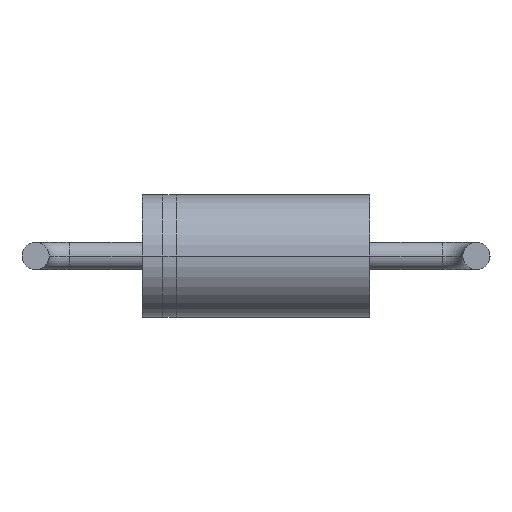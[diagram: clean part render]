
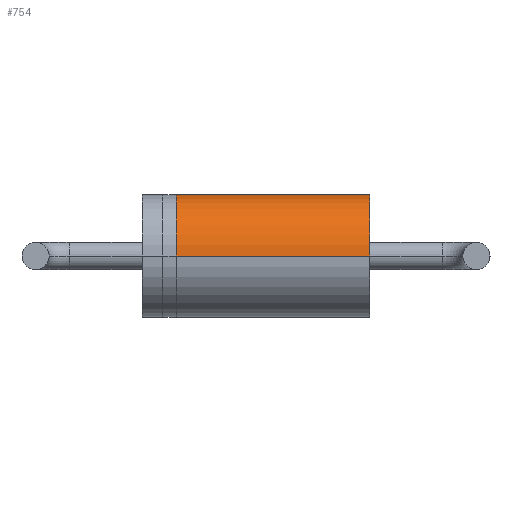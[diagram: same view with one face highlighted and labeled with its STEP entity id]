
A CAD part, front view. The second image highlights one B-rep face of the part: STEP entity #754.
In plain terms, the highlighted cylindrical face has radius 1.8 mm (diameter 3.6 mm), a partial arc.
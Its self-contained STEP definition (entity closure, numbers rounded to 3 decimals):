
#19 = CIRCLE ( 'NONE', #350, 1.8 ) ;
#30 = EDGE_CURVE ( 'NONE', #653, #517, #155, .T. ) ;
#33 = EDGE_CURVE ( 'NONE', #331, #517, #19, .T. ) ;
#43 = CARTESIAN_POINT ( 'NONE',  ( -2.35, 3.6, 0. ) ) ;
#44 = VERTEX_POINT ( 'NONE', #493 ) ;
#45 = ORIENTED_EDGE ( 'NONE', *, *, #33, .F. ) ;
#109 = EDGE_CURVE ( 'NONE', #44, #331, #616, .T. ) ;
#120 = EDGE_CURVE ( 'NONE', #44, #653, #486, .T. ) ;
#153 = DIRECTION ( 'NONE',  ( -1., 0., 0. ) ) ;
#155 = LINE ( 'NONE', #428, #157 ) ;
#157 = VECTOR ( 'NONE', #710, 1000. ) ;
#185 = ORIENTED_EDGE ( 'NONE', *, *, #109, .F. ) ;
#186 = DIRECTION ( 'NONE',  ( 0., -1., 0. ) ) ;
#197 = DIRECTION ( 'NONE',  ( 0., -1., 0. ) ) ;
#214 = CARTESIAN_POINT ( 'NONE',  ( -2.35, 0., 0. ) ) ;
#217 = CARTESIAN_POINT ( 'NONE',  ( -28.75, 0., 0. ) ) ;
#232 = CARTESIAN_POINT ( 'NONE',  ( -2.35, 1.8, 0. ) ) ;
#328 = FACE_OUTER_BOUND ( 'NONE', #604, .T. ) ;
#331 = VERTEX_POINT ( 'NONE', #214 ) ;
#334 = DIRECTION ( 'NONE',  ( -1., 0., 0. ) ) ;
#335 = AXIS2_PLACEMENT_3D ( 'NONE', #461, #409, #186 ) ;
#338 = VECTOR ( 'NONE', #153, 1000. ) ;
#340 = CYLINDRICAL_SURFACE ( 'NONE', #335, 1.8 ) ;
#350 = AXIS2_PLACEMENT_3D ( 'NONE', #232, #500, #478 ) ;
#378 = ORIENTED_EDGE ( 'NONE', *, *, #120, .T. ) ;
#394 = ORIENTED_EDGE ( 'NONE', *, *, #30, .T. ) ;
#409 = DIRECTION ( 'NONE',  ( -1., 0., 0. ) ) ;
#428 = CARTESIAN_POINT ( 'NONE',  ( -28.75, 3.6, 0. ) ) ;
#458 = AXIS2_PLACEMENT_3D ( 'NONE', #688, #334, #197 ) ;
#461 = CARTESIAN_POINT ( 'NONE',  ( -28.75, 1.8, 0. ) ) ;
#478 = DIRECTION ( 'NONE',  ( 0., -1., 0. ) ) ;
#486 = CIRCLE ( 'NONE', #458, 1.8 ) ;
#493 = CARTESIAN_POINT ( 'NONE',  ( 3.35, 0., 0. ) ) ;
#500 = DIRECTION ( 'NONE',  ( -1., 0., 0. ) ) ;
#517 = VERTEX_POINT ( 'NONE', #43 ) ;
#604 = EDGE_LOOP ( 'NONE', ( #378, #394, #45, #185 ) ) ;
#616 = LINE ( 'NONE', #217, #338 ) ;
#619 = CARTESIAN_POINT ( 'NONE',  ( 3.35, 3.6, 0. ) ) ;
#653 = VERTEX_POINT ( 'NONE', #619 ) ;
#688 = CARTESIAN_POINT ( 'NONE',  ( 3.35, 1.8, 0. ) ) ;
#710 = DIRECTION ( 'NONE',  ( -1., 0., 0. ) ) ;
#754 = ADVANCED_FACE ( 'NONE', ( #328 ), #340, .T. ) ;
